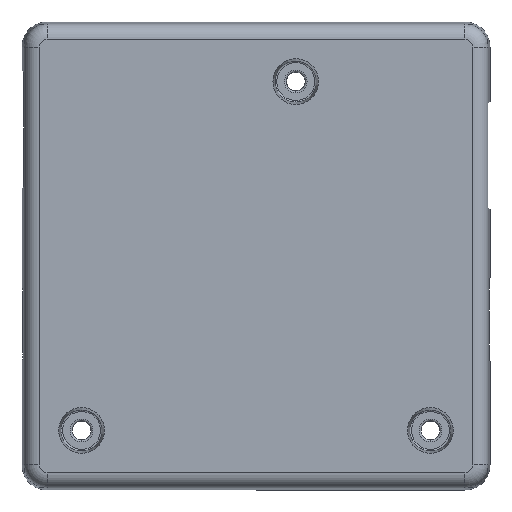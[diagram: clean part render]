
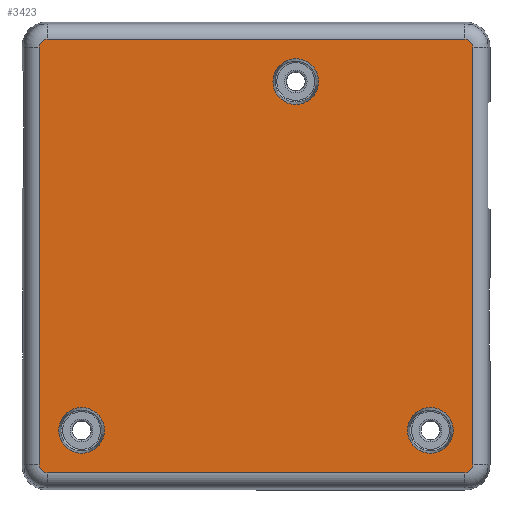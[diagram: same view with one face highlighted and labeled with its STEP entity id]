
A CAD part, front view. The second image highlights one B-rep face of the part: STEP entity #3423.
In plain terms, the highlighted planar face has unit normal (0, -1, 0).
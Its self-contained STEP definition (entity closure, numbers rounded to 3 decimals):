
#55 = DIRECTION ( 'NONE',  ( 0., -1., 0. ) ) ;
#433 = ORIENTED_EDGE ( 'NONE', *, *, #23946, .F. ) ;
#581 = CARTESIAN_POINT ( 'NONE',  ( 4.72, 0., 17.987 ) ) ;
#897 = EDGE_CURVE ( 'NONE', #25535, #20134, #16904, .T. ) ;
#1399 = EDGE_CURVE ( 'NONE', #34722, #3861, #34783, .T. ) ;
#1740 = AXIS2_PLACEMENT_3D ( 'NONE', #38805, #29815, #29423 ) ;
#1757 = CARTESIAN_POINT ( 'NONE',  ( -24.8, 0., 25.714 ) ) ;
#2661 = DIRECTION ( 'NONE',  ( 0., -1., 0. ) ) ;
#2713 = DIRECTION ( 'NONE',  ( 0., -1., 0. ) ) ;
#2770 = DIRECTION ( 'NONE',  ( 0., -1., 0. ) ) ;
#3056 = DIRECTION ( 'NONE',  ( 0., 0., 1. ) ) ;
#3078 = EDGE_CURVE ( 'NONE', #3861, #33891, #27005, .T. ) ;
#3423 = ADVANCED_FACE ( 'NONE', ( #7620, #28963, #38144, #11218 ), #35329, .F. ) ;
#3658 = DIRECTION ( 'NONE',  ( 0., 0., 1. ) ) ;
#3861 = VERTEX_POINT ( 'NONE', #14364 ) ;
#4146 = EDGE_CURVE ( 'NONE', #32282, #6075, #17752, .T. ) ;
#4243 = CARTESIAN_POINT ( 'NONE',  ( 0., 0., 0. ) ) ;
#4448 = CARTESIAN_POINT ( 'NONE',  ( 4.72, 0., 20.7 ) ) ;
#4865 = AXIS2_PLACEMENT_3D ( 'NONE', #36167, #55, #12243 ) ;
#5622 = VECTOR ( 'NONE', #39282, 1000. ) ;
#6075 = VERTEX_POINT ( 'NONE', #31795 ) ;
#6188 = CIRCLE ( 'NONE', #1740, 2.713 ) ;
#6251 = CARTESIAN_POINT ( 'NONE',  ( -24.8, 0., -24.8 ) ) ;
#6431 = ORIENTED_EDGE ( 'NONE', *, *, #16123, .F. ) ;
#6744 = DIRECTION ( 'NONE',  ( -1., 0., 0. ) ) ;
#7584 = CIRCLE ( 'NONE', #27981, 2.713 ) ;
#7620 = FACE_OUTER_BOUND ( 'NONE', #37058, .T. ) ;
#8043 = VERTEX_POINT ( 'NONE', #16064 ) ;
#8369 = CARTESIAN_POINT ( 'NONE',  ( 20.7, 0., -20.7 ) ) ;
#8676 = CARTESIAN_POINT ( 'NONE',  ( 4.72, 0., 20.7 ) ) ;
#8792 = CARTESIAN_POINT ( 'NONE',  ( 25.714, 0., 24.8 ) ) ;
#8826 = ORIENTED_EDGE ( 'NONE', *, *, #26246, .F. ) ;
#9934 = CARTESIAN_POINT ( 'NONE',  ( -25.714, 0., -24.8 ) ) ;
#10408 = CIRCLE ( 'NONE', #32715, 0.914 ) ;
#10538 = EDGE_LOOP ( 'NONE', ( #6431, #14239 ) ) ;
#10575 = CIRCLE ( 'NONE', #36717, 0.914 ) ;
#10820 = ORIENTED_EDGE ( 'NONE', *, *, #15064, .T. ) ;
#10857 = CARTESIAN_POINT ( 'NONE',  ( 20.7, 0., -23.413 ) ) ;
#11218 = FACE_BOUND ( 'NONE', #10538, .T. ) ;
#11336 = DIRECTION ( 'NONE',  ( 0., 0., 1. ) ) ;
#12243 = DIRECTION ( 'NONE',  ( 0., 0., 1. ) ) ;
#12247 = CARTESIAN_POINT ( 'NONE',  ( -25.714, 0., 0. ) ) ;
#12648 = DIRECTION ( 'NONE',  ( 0., -1., 0. ) ) ;
#12676 = ORIENTED_EDGE ( 'NONE', *, *, #25659, .T. ) ;
#12843 = DIRECTION ( 'NONE',  ( 0., 0., 1. ) ) ;
#13286 = AXIS2_PLACEMENT_3D ( 'NONE', #20478, #38646, #11336 ) ;
#13428 = DIRECTION ( 'NONE',  ( 0., 1., 0. ) ) ;
#13429 = DIRECTION ( 'NONE',  ( 0., -1., 0. ) ) ;
#14239 = ORIENTED_EDGE ( 'NONE', *, *, #897, .F. ) ;
#14364 = CARTESIAN_POINT ( 'NONE',  ( -25.714, 0., 24.8 ) ) ;
#14375 = LINE ( 'NONE', #14966, #5622 ) ;
#14966 = CARTESIAN_POINT ( 'NONE',  ( 25.714, 0., 0. ) ) ;
#15064 = EDGE_CURVE ( 'NONE', #35000, #29575, #18672, .T. ) ;
#15511 = EDGE_CURVE ( 'NONE', #33891, #35000, #10408, .T. ) ;
#16064 = CARTESIAN_POINT ( 'NONE',  ( -20.7, 0., -23.413 ) ) ;
#16123 = EDGE_CURVE ( 'NONE', #20134, #25535, #7584, .T. ) ;
#16349 = AXIS2_PLACEMENT_3D ( 'NONE', #4448, #13429, #12843 ) ;
#16776 = CARTESIAN_POINT ( 'NONE',  ( -20.7, 0., -17.987 ) ) ;
#16904 = CIRCLE ( 'NONE', #36029, 2.713 ) ;
#17194 = DIRECTION ( 'NONE',  ( 0., 0., 1. ) ) ;
#17336 = EDGE_CURVE ( 'NONE', #22550, #34722, #34071, .T. ) ;
#17745 = EDGE_LOOP ( 'NONE', ( #22432, #8826 ) ) ;
#17752 = CIRCLE ( 'NONE', #37493, 2.713 ) ;
#17796 = ORIENTED_EDGE ( 'NONE', *, *, #15511, .T. ) ;
#17850 = DIRECTION ( 'NONE',  ( 0., -1., 0. ) ) ;
#18672 = LINE ( 'NONE', #21834, #38329 ) ;
#18942 = VECTOR ( 'NONE', #32997, 1000. ) ;
#18969 = AXIS2_PLACEMENT_3D ( 'NONE', #4243, #13428, #17194 ) ;
#19076 = ORIENTED_EDGE ( 'NONE', *, *, #33289, .T. ) ;
#20134 = VERTEX_POINT ( 'NONE', #10857 ) ;
#20276 = CIRCLE ( 'NONE', #13286, 2.713 ) ;
#20478 = CARTESIAN_POINT ( 'NONE',  ( -20.7, 0., -20.7 ) ) ;
#21456 = VERTEX_POINT ( 'NONE', #16776 ) ;
#21774 = ORIENTED_EDGE ( 'NONE', *, *, #1399, .T. ) ;
#21834 = CARTESIAN_POINT ( 'NONE',  ( 0., 0., -25.714 ) ) ;
#22432 = ORIENTED_EDGE ( 'NONE', *, *, #25903, .F. ) ;
#22550 = VERTEX_POINT ( 'NONE', #33617 ) ;
#23398 = DIRECTION ( 'NONE',  ( 0., -1., 0. ) ) ;
#23946 = EDGE_CURVE ( 'NONE', #6075, #32282, #33551, .T. ) ;
#24032 = EDGE_CURVE ( 'NONE', #27909, #22550, #39279, .T. ) ;
#25535 = VERTEX_POINT ( 'NONE', #28728 ) ;
#25659 = EDGE_CURVE ( 'NONE', #27926, #27909, #14375, .T. ) ;
#25903 = EDGE_CURVE ( 'NONE', #8043, #21456, #20276, .T. ) ;
#26246 = EDGE_CURVE ( 'NONE', #21456, #8043, #6188, .T. ) ;
#26390 = ORIENTED_EDGE ( 'NONE', *, *, #4146, .F. ) ;
#26547 = AXIS2_PLACEMENT_3D ( 'NONE', #34160, #12648, #3658 ) ;
#26875 = ORIENTED_EDGE ( 'NONE', *, *, #24032, .T. ) ;
#27005 = LINE ( 'NONE', #12247, #18942 ) ;
#27014 = DIRECTION ( 'NONE',  ( 0., 0., 1. ) ) ;
#27047 = DIRECTION ( 'NONE',  ( 0., 0., 1. ) ) ;
#27376 = ORIENTED_EDGE ( 'NONE', *, *, #17336, .T. ) ;
#27417 = CARTESIAN_POINT ( 'NONE',  ( -24.8, 0., -25.714 ) ) ;
#27909 = VERTEX_POINT ( 'NONE', #8792 ) ;
#27926 = VERTEX_POINT ( 'NONE', #33123 ) ;
#27981 = AXIS2_PLACEMENT_3D ( 'NONE', #8369, #2770, #39267 ) ;
#28287 = EDGE_LOOP ( 'NONE', ( #26390, #433 ) ) ;
#28728 = CARTESIAN_POINT ( 'NONE',  ( 20.7, 0., -17.987 ) ) ;
#28963 = FACE_BOUND ( 'NONE', #28287, .T. ) ;
#29423 = DIRECTION ( 'NONE',  ( 0., 0., 1. ) ) ;
#29575 = VERTEX_POINT ( 'NONE', #35009 ) ;
#29815 = DIRECTION ( 'NONE',  ( 0., -1., 0. ) ) ;
#30037 = CARTESIAN_POINT ( 'NONE',  ( 20.7, 0., -20.7 ) ) ;
#30836 = DIRECTION ( 'NONE',  ( 1., 0., 0. ) ) ;
#30888 = CARTESIAN_POINT ( 'NONE',  ( 0., 0., 25.714 ) ) ;
#31795 = CARTESIAN_POINT ( 'NONE',  ( 4.72, 0., 23.413 ) ) ;
#32282 = VERTEX_POINT ( 'NONE', #581 ) ;
#32715 = AXIS2_PLACEMENT_3D ( 'NONE', #6251, #2661, #3056 ) ;
#32997 = DIRECTION ( 'NONE',  ( 0., 0., -1. ) ) ;
#33123 = CARTESIAN_POINT ( 'NONE',  ( 25.714, 0., -24.8 ) ) ;
#33289 = EDGE_CURVE ( 'NONE', #29575, #27926, #10575, .T. ) ;
#33551 = CIRCLE ( 'NONE', #16349, 2.713 ) ;
#33617 = CARTESIAN_POINT ( 'NONE',  ( 24.8, 0., 25.714 ) ) ;
#33891 = VERTEX_POINT ( 'NONE', #9934 ) ;
#34071 = LINE ( 'NONE', #30888, #38126 ) ;
#34160 = CARTESIAN_POINT ( 'NONE',  ( 24.8, 0., 24.8 ) ) ;
#34722 = VERTEX_POINT ( 'NONE', #1757 ) ;
#34783 = CIRCLE ( 'NONE', #4865, 0.914 ) ;
#35000 = VERTEX_POINT ( 'NONE', #27417 ) ;
#35009 = CARTESIAN_POINT ( 'NONE',  ( 24.8, 0., -25.714 ) ) ;
#35165 = ORIENTED_EDGE ( 'NONE', *, *, #3078, .T. ) ;
#35329 = PLANE ( 'NONE',  #18969 ) ;
#36029 = AXIS2_PLACEMENT_3D ( 'NONE', #30037, #2713, #27047 ) ;
#36167 = CARTESIAN_POINT ( 'NONE',  ( -24.8, 0., 24.8 ) ) ;
#36354 = CARTESIAN_POINT ( 'NONE',  ( 24.8, 0., -24.8 ) ) ;
#36717 = AXIS2_PLACEMENT_3D ( 'NONE', #36354, #23398, #39156 ) ;
#37058 = EDGE_LOOP ( 'NONE', ( #35165, #17796, #10820, #19076, #12676, #26875, #27376, #21774 ) ) ;
#37493 = AXIS2_PLACEMENT_3D ( 'NONE', #8676, #17850, #27014 ) ;
#38126 = VECTOR ( 'NONE', #6744, 1000. ) ;
#38144 = FACE_BOUND ( 'NONE', #17745, .T. ) ;
#38329 = VECTOR ( 'NONE', #30836, 1000. ) ;
#38646 = DIRECTION ( 'NONE',  ( 0., -1., 0. ) ) ;
#38805 = CARTESIAN_POINT ( 'NONE',  ( -20.7, 0., -20.7 ) ) ;
#39156 = DIRECTION ( 'NONE',  ( 0., 0., 1. ) ) ;
#39267 = DIRECTION ( 'NONE',  ( 0., 0., 1. ) ) ;
#39279 = CIRCLE ( 'NONE', #26547, 0.914 ) ;
#39282 = DIRECTION ( 'NONE',  ( 0., 0., 1. ) ) ;
